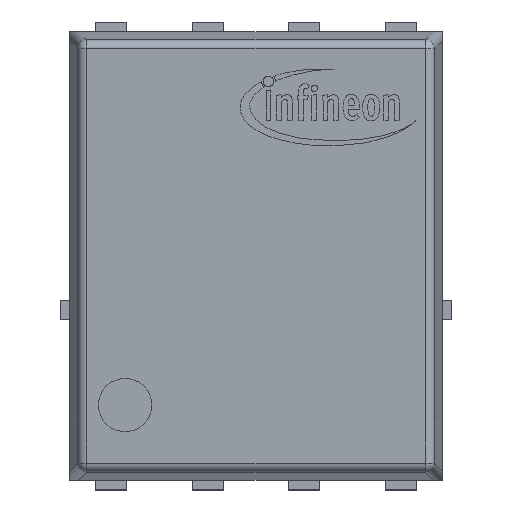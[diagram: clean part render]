
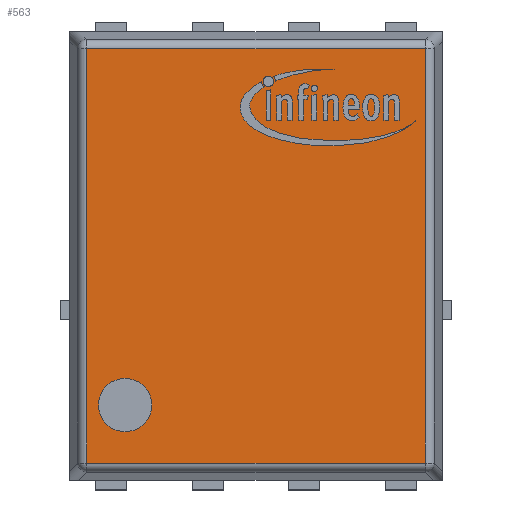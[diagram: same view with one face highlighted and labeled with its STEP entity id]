
A CAD part, top view. The second image highlights one B-rep face of the part: STEP entity #563.
In plain terms, the highlighted planar face has unit normal (0, 0, 1).
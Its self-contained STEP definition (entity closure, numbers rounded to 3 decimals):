
#54 = VERTEX_POINT('',#55);
#55 = CARTESIAN_POINT('',(2.227,-2.722,1.05));
#89 = VERTEX_POINT('',#90);
#90 = CARTESIAN_POINT('',(-2.227,-2.722,1.05));
#122 = VERTEX_POINT('',#123);
#123 = CARTESIAN_POINT('',(2.227,2.722,1.05));
#200 = VERTEX_POINT('',#201);
#201 = CARTESIAN_POINT('',(-2.227,2.722,1.05));
#240 = EDGE_CURVE('',#200,#122,#241,.T.);
#241 = LINE('',#242,#243);
#242 = CARTESIAN_POINT('',(0.613,2.722,1.05));
#243 = VECTOR('',#244,1.);
#244 = DIRECTION('',(1.,0.,0.));
#303 = EDGE_CURVE('',#89,#200,#304,.T.);
#304 = LINE('',#305,#306);
#305 = CARTESIAN_POINT('',(-2.227,0.736,1.05));
#306 = VECTOR('',#307,1.);
#307 = DIRECTION('',(0.,1.,0.));
#325 = EDGE_CURVE('',#122,#54,#326,.T.);
#326 = LINE('',#327,#328);
#327 = CARTESIAN_POINT('',(2.227,-0.736,1.05));
#328 = VECTOR('',#329,1.);
#329 = DIRECTION('',(0.,-1.,0.));
#388 = EDGE_CURVE('',#54,#89,#389,.T.);
#389 = LINE('',#390,#391);
#390 = CARTESIAN_POINT('',(-0.613,-2.722,1.05));
#391 = VECTOR('',#392,1.);
#392 = DIRECTION('',(-1.,0.,0.));
#563 = ADVANCED_FACE('',(#564),#570,.T.);
#564 = FACE_BOUND('',#565,.T.);
#565 = EDGE_LOOP('',(#566,#567,#568,#569));
#566 = ORIENTED_EDGE('',*,*,#240,.F.);
#567 = ORIENTED_EDGE('',*,*,#303,.F.);
#568 = ORIENTED_EDGE('',*,*,#388,.F.);
#569 = ORIENTED_EDGE('',*,*,#325,.F.);
#570 = PLANE('',#571);
#571 = AXIS2_PLACEMENT_3D('',#572,#573,#574);
#572 = CARTESIAN_POINT('',(0.,0.,1.05)
  );
#573 = DIRECTION('',(0.,0.,1.));
#574 = DIRECTION('',(1.,0.,-0.));
